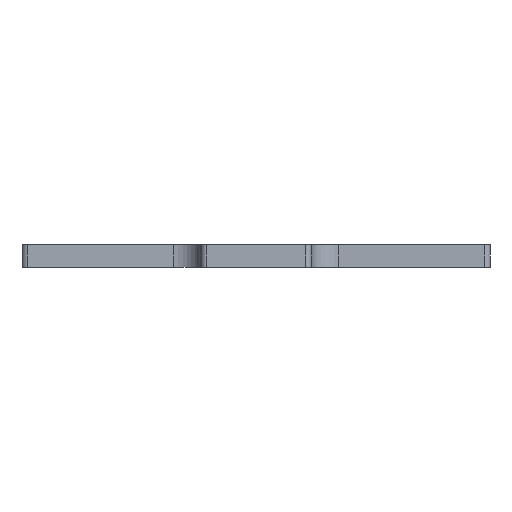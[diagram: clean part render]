
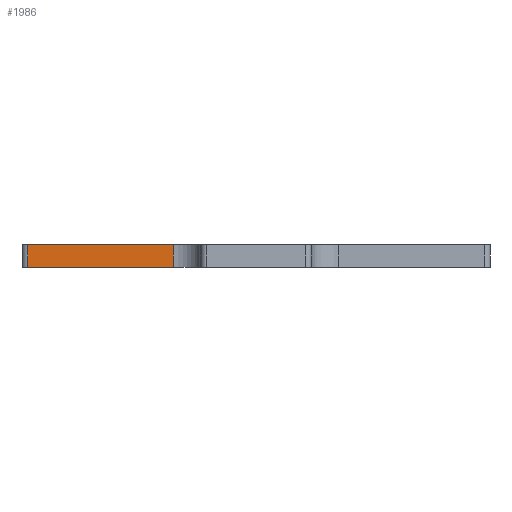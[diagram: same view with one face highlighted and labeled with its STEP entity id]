
A CAD part, front view. The second image highlights one B-rep face of the part: STEP entity #1986.
In plain terms, the highlighted planar face has unit normal (0, -1, 0).
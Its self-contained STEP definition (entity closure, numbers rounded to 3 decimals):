
#233 = AXIS2_PLACEMENT_3D ( 'NONE', #511, #3127, #2346 ) ;
#265 = PLANE ( 'NONE',  #233 ) ;
#336 = VERTEX_POINT ( 'NONE', #1894 ) ;
#511 = CARTESIAN_POINT ( 'NONE',  ( -30., 0., -8. ) ) ;
#561 = ORIENTED_EDGE ( 'NONE', *, *, #1376, .T. ) ;
#689 = ORIENTED_EDGE ( 'NONE', *, *, #1470, .F. ) ;
#770 = ORIENTED_EDGE ( 'NONE', *, *, #1621, .T. ) ;
#797 = ORIENTED_EDGE ( 'NONE', *, *, #1561, .T. ) ;
#820 = CARTESIAN_POINT ( 'NONE',  ( -83., 0., 0. ) ) ;
#1005 = CARTESIAN_POINT ( 'NONE',  ( -83., 0., -8. ) ) ;
#1023 = DIRECTION ( 'NONE',  ( 0., 0., 1. ) ) ;
#1143 = LINE ( 'NONE', #1663, #1679 ) ;
#1149 = VECTOR ( 'NONE', #1370, 1000. ) ;
#1232 = VECTOR ( 'NONE', #1929, 1000. ) ;
#1370 = DIRECTION ( 'NONE',  ( 1., 0., 0. ) ) ;
#1376 = EDGE_CURVE ( 'NONE', #1461, #336, #1477, .T. ) ;
#1461 = VERTEX_POINT ( 'NONE', #3190 ) ;
#1470 = EDGE_CURVE ( 'NONE', #2680, #336, #2535, .T. ) ;
#1477 = LINE ( 'NONE', #3131, #2298 ) ;
#1561 = EDGE_CURVE ( 'NONE', #2500, #1461, #2006, .T. ) ;
#1621 = EDGE_CURVE ( 'NONE', #2680, #2500, #1143, .T. ) ;
#1663 = CARTESIAN_POINT ( 'NONE',  ( -83., 0., -8. ) ) ;
#1679 = VECTOR ( 'NONE', #2189, 1000. ) ;
#1894 = CARTESIAN_POINT ( 'NONE',  ( -30., 0., 0. ) ) ;
#1896 = CARTESIAN_POINT ( 'NONE',  ( -30., 0., 0. ) ) ;
#1929 = DIRECTION ( 'NONE',  ( 1., 0., 0. ) ) ;
#1986 = ADVANCED_FACE ( 'NONE', ( #3014 ), #265, .T. ) ;
#2006 = LINE ( 'NONE', #3229, #1232 ) ;
#2189 = DIRECTION ( 'NONE',  ( 0., 0., -1. ) ) ;
#2298 = VECTOR ( 'NONE', #1023, 1000. ) ;
#2346 = DIRECTION ( 'NONE',  ( 1., 0., 0. ) ) ;
#2500 = VERTEX_POINT ( 'NONE', #1005 ) ;
#2535 = LINE ( 'NONE', #1896, #1149 ) ;
#2680 = VERTEX_POINT ( 'NONE', #820 ) ;
#3014 = FACE_OUTER_BOUND ( 'NONE', #3124, .T. ) ;
#3124 = EDGE_LOOP ( 'NONE', ( #689, #770, #797, #561 ) ) ;
#3127 = DIRECTION ( 'NONE',  ( 0., -1., 0. ) ) ;
#3131 = CARTESIAN_POINT ( 'NONE',  ( -30., 0., -8. ) ) ;
#3190 = CARTESIAN_POINT ( 'NONE',  ( -30., 0., -8. ) ) ;
#3229 = CARTESIAN_POINT ( 'NONE',  ( -30., 0., -8. ) ) ;
